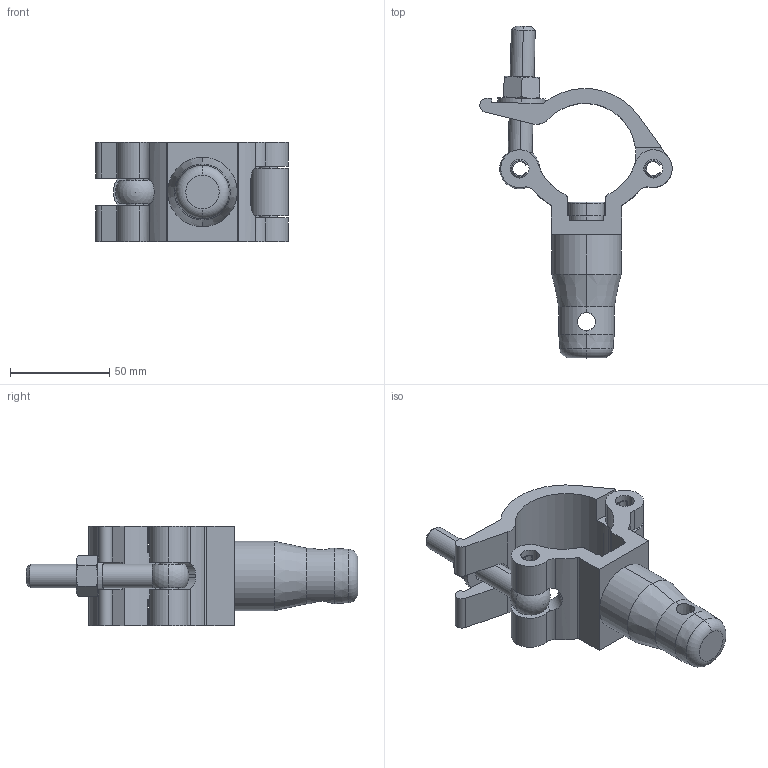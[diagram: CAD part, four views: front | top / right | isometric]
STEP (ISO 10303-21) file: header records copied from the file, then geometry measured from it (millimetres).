
FILE_DESCRIPTION (( 'STEP AP203' ), '1' );
FILE_NAME ('T45815.STEP', '2018-07-30T12:48:00', ( '' ), ( '' ), 'SwSTEP 2.0', 'SolidWorks 2016', '' );
FILE_SCHEMA (( 'CONFIG_CONTROL_DESIGN' ));
Length unit declared in the file: millimetre
Products named in the file (14): T78005; F790; TH2006_TH2006 - 50MM WIDE; Hex Nut Style 1 GradeAB_Doughty Fastners_Hexagon Nut ISO - 4032 - M12 - D - S; T45815; A Washer_Bright washer BS 4320 - M12 (Form A); TH3136; TH566; TH3127; TH640_TH640; F2916_ISO 4762 M12 x 45 --- 45S; TH257_TH257; f1501; TH2005_TH2005 - 50MM WIDE
Assembly tree (14 placements, depth 3):
  T45815
    TH640_TH640
      TH2006_TH2006 - 50MM WIDE
    TH257_TH257
      TH2005_TH2005 - 50MM WIDE
    F790  x2
    T78005
      TH566
      A Washer_Bright washer BS 4320 - M12 (Form A)
      Hex Nut Style 1 GradeAB_Doughty Fastners_Hexagon Nut ISO - 4032 - M12 - D - S
    TH3127
    f1501
    TH3136
    F2916_ISO 4762 M12 x 45 --- 45S
Bounding box: 96.7 x 166.95 x 49.9 mm (x, y, z)
Volume: 148405.6 mm3; surface area: 54601.9 mm2
Topology: 11 solids, 11 shells, 391 faces, 973 edges, 599 vertices
Faces by surface type: cone 154, cylinder 148, plane 80, torus 6, sphere 3
Entity records: 13154 total; most frequent: CARTESIAN_POINT 2412, DIRECTION 2135, ORIENTED_EDGE 1852, EDGE_CURVE 926, AXIS2_PLACEMENT_3D 867, VERTEX_POINT 573, CIRCLE 472, VECTOR 401
